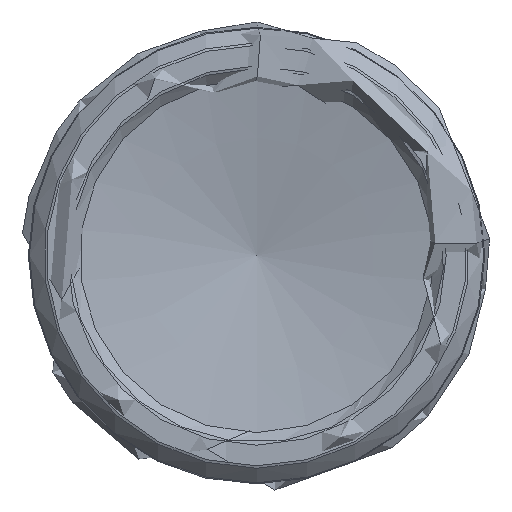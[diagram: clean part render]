
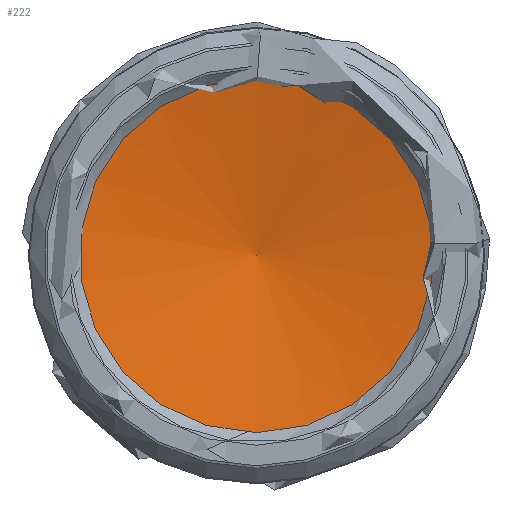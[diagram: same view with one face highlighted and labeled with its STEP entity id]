
A CAD part, left-side view. The second image highlights one B-rep face of the part: STEP entity #222.
In plain terms, the highlighted conical face has half-angle 80 degrees and reference radius 30.133 mm.
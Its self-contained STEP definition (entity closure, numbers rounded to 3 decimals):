
#52=VERTEX_LOOP('',#367);
#55=CONICAL_SURFACE('',#438,30.133,80.);
#222=ADVANCED_FACE('',(#256,#257),#55,.F.);
#256=FACE_BOUND('',#297,.T.);
#257=FACE_BOUND('',#52,.T.);
#297=EDGE_LOOP('',(#337));
#337=ORIENTED_EDGE('',*,*,#387,.T.);
#366=VERTEX_POINT('',#657);
#367=VERTEX_POINT('',#658);
#387=EDGE_CURVE('',#366,#366,#407,.T.);
#407=CIRCLE('',#437,30.133);
#437=AXIS2_PLACEMENT_3D('',#656,#497,#498);
#438=AXIS2_PLACEMENT_3D('',#659,#499,#500);
#497=DIRECTION('',(-1.,0.,0.));
#498=DIRECTION('',(0.,0.,1.));
#499=DIRECTION('',(-1.,0.,0.));
#500=DIRECTION('',(0.,0.,1.));
#656=CARTESIAN_POINT('',(3.5,0.,0.));
#657=CARTESIAN_POINT('',(3.5,0.,30.133));
#658=CARTESIAN_POINT('',(8.813,0.,0.));
#659=CARTESIAN_POINT('',(3.5,0.,0.));
